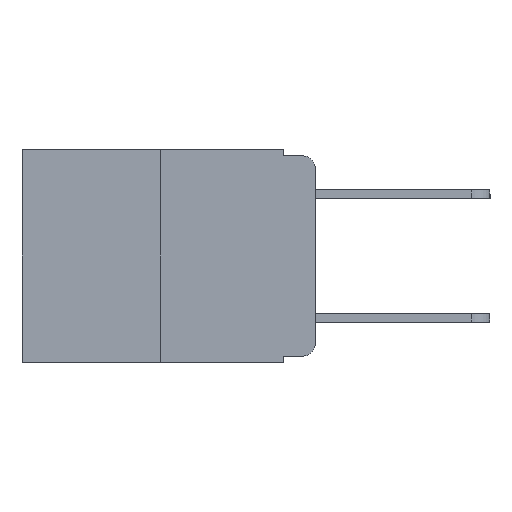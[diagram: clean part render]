
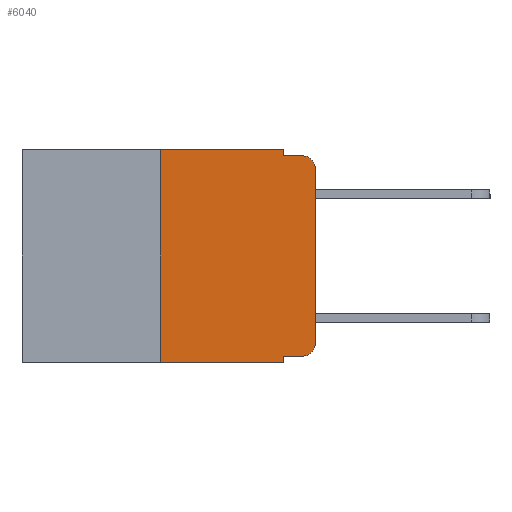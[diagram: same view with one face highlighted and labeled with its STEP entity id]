
A CAD part, left-side view. The second image highlights one B-rep face of the part: STEP entity #6040.
In plain terms, the highlighted planar face has unit normal (-1, 0, 0).
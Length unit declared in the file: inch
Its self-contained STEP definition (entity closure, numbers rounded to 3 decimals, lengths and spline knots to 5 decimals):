
#32 = VERTEX_POINT ( 'NONE', #6127 ) ;
#288 = CARTESIAN_POINT ( 'NONE',  ( 0., 0.02, -0.313 ) ) ;
#619 = CARTESIAN_POINT ( 'NONE',  ( 0., 0.051, 0. ) ) ;
#867 = AXIS2_PLACEMENT_3D ( 'NONE', #288, #10045, #1687 ) ;
#1094 = ORIENTED_EDGE ( 'NONE', *, *, #6428, .F. ) ;
#1314 = DIRECTION ( 'NONE',  ( 0., 0., 1. ) ) ;
#1598 = ORIENTED_EDGE ( 'NONE', *, *, #2985, .T. ) ;
#1687 = DIRECTION ( 'NONE',  ( 0., 0., -1. ) ) ;
#1688 = ORIENTED_EDGE ( 'NONE', *, *, #15627, .F. ) ;
#1743 = VECTOR ( 'NONE', #12039, 39.37008 ) ;
#2495 = VECTOR ( 'NONE', #11549, 39.37008 ) ;
#2786 = LINE ( 'NONE', #4645, #10205 ) ;
#2820 = CARTESIAN_POINT ( 'NONE',  ( 0., 0.051, -0.01 ) ) ;
#2985 = EDGE_CURVE ( 'NONE', #6724, #6080, #5534, .T. ) ;
#3071 = LINE ( 'NONE', #2820, #16479 ) ;
#3189 = VECTOR ( 'NONE', #1314, 39.37008 ) ;
#3246 = ORIENTED_EDGE ( 'NONE', *, *, #5851, .F. ) ;
#3665 = DIRECTION ( 'NONE',  ( -1., 0., 0. ) ) ;
#4332 = VERTEX_POINT ( 'NONE', #6122 ) ;
#4397 = CARTESIAN_POINT ( 'NONE',  ( 0., 0.02, -0.01 ) ) ;
#4411 = ORIENTED_EDGE ( 'NONE', *, *, #6785, .F. ) ;
#4413 = CARTESIAN_POINT ( 'NONE',  ( 0., 0.02, -0.333 ) ) ;
#4565 = CIRCLE ( 'NONE', #867, 0.02 ) ;
#4645 = CARTESIAN_POINT ( 'NONE',  ( 0., 0., 0. ) ) ;
#5534 = LINE ( 'NONE', #14249, #1743 ) ;
#5538 = DIRECTION ( 'NONE',  ( 0., 0., -1. ) ) ;
#5555 = DIRECTION ( 'NONE',  ( 1., 0., 0. ) ) ;
#5597 = PLANE ( 'NONE',  #10447 ) ;
#5718 = CARTESIAN_POINT ( 'NONE',  ( 0., 0.473, 0. ) ) ;
#5788 = CARTESIAN_POINT ( 'NONE',  ( 0., 0.473, 0. ) ) ;
#5795 = AXIS2_PLACEMENT_3D ( 'NONE', #11865, #3665, #13167 ) ;
#5851 = EDGE_CURVE ( 'NONE', #6724, #32, #6310, .T. ) ;
#5940 = ORIENTED_EDGE ( 'NONE', *, *, #12666, .T. ) ;
#6040 = ADVANCED_FACE ( 'NONE', ( #10144 ), #5597, .F. ) ;
#6080 = VERTEX_POINT ( 'NONE', #4413 ) ;
#6122 = CARTESIAN_POINT ( 'NONE',  ( 0., 0.051, -0.01 ) ) ;
#6127 = CARTESIAN_POINT ( 'NONE',  ( 0., 0.051, -0.343 ) ) ;
#6310 = LINE ( 'NONE', #11546, #2495 ) ;
#6428 = EDGE_CURVE ( 'NONE', #9262, #4332, #15600, .T. ) ;
#6521 = VECTOR ( 'NONE', #7180, 39.37008 ) ;
#6724 = VERTEX_POINT ( 'NONE', #11053 ) ;
#6785 = EDGE_CURVE ( 'NONE', #11345, #9262, #11380, .T. ) ;
#7031 = CARTESIAN_POINT ( 'NONE',  ( 0., 0.051, 0. ) ) ;
#7180 = DIRECTION ( 'NONE',  ( 0., -1., 0. ) ) ;
#7380 = LINE ( 'NONE', #10993, #3189 ) ;
#7480 = CARTESIAN_POINT ( 'NONE',  ( 0., 0., -0.03 ) ) ;
#7691 = DIRECTION ( 'NONE',  ( 0., -1., 0. ) ) ;
#8200 = ORIENTED_EDGE ( 'NONE', *, *, #14256, .T. ) ;
#8375 = DIRECTION ( 'NONE',  ( 0., 0., -1. ) ) ;
#8672 = VERTEX_POINT ( 'NONE', #15525 ) ;
#8749 = EDGE_CURVE ( 'NONE', #15223, #15033, #10266, .T. ) ;
#9050 = CARTESIAN_POINT ( 'NONE',  ( 0., 0.473, -0.343 ) ) ;
#9262 = VERTEX_POINT ( 'NONE', #619 ) ;
#9415 = EDGE_CURVE ( 'NONE', #4332, #15033, #3071, .T. ) ;
#9616 = ORIENTED_EDGE ( 'NONE', *, *, #9415, .F. ) ;
#10045 = DIRECTION ( 'NONE',  ( -1., 0., 0. ) ) ;
#10144 = FACE_OUTER_BOUND ( 'NONE', #14538, .T. ) ;
#10205 = VECTOR ( 'NONE', #14053, 39.37008 ) ;
#10266 = CIRCLE ( 'NONE', #5795, 0.02 ) ;
#10447 = AXIS2_PLACEMENT_3D ( 'NONE', #5718, #5555, #5538 ) ;
#10550 = VECTOR ( 'NONE', #7691, 39.37008 ) ;
#10993 = CARTESIAN_POINT ( 'NONE',  ( 0., 0.25, 0. ) ) ;
#11053 = CARTESIAN_POINT ( 'NONE',  ( 0., 0.051, -0.333 ) ) ;
#11345 = VERTEX_POINT ( 'NONE', #11557 ) ;
#11380 = LINE ( 'NONE', #5788, #6521 ) ;
#11402 = ORIENTED_EDGE ( 'NONE', *, *, #8749, .T. ) ;
#11541 = ORIENTED_EDGE ( 'NONE', *, *, #15100, .T. ) ;
#11546 = CARTESIAN_POINT ( 'NONE',  ( 0., 0.051, 0. ) ) ;
#11549 = DIRECTION ( 'NONE',  ( 0., 0., -1. ) ) ;
#11557 = CARTESIAN_POINT ( 'NONE',  ( 0., 0.25, 0. ) ) ;
#11865 = CARTESIAN_POINT ( 'NONE',  ( 0., 0.02, -0.03 ) ) ;
#12039 = DIRECTION ( 'NONE',  ( 0., -1., 0. ) ) ;
#12666 = EDGE_CURVE ( 'NONE', #15240, #32, #17351, .T. ) ;
#13167 = DIRECTION ( 'NONE',  ( 0., 0., -1. ) ) ;
#13704 = DIRECTION ( 'NONE',  ( 0., -1., 0. ) ) ;
#14053 = DIRECTION ( 'NONE',  ( 0., 0., 1. ) ) ;
#14092 = CARTESIAN_POINT ( 'NONE',  ( 0., 0.25, -0.343 ) ) ;
#14249 = CARTESIAN_POINT ( 'NONE',  ( 0., 0.051, -0.333 ) ) ;
#14256 = EDGE_CURVE ( 'NONE', #8672, #15223, #2786, .T. ) ;
#14538 = EDGE_LOOP ( 'NONE', ( #8200, #11402, #9616, #1094, #4411, #1688, #5940, #3246, #1598, #11541 ) ) ;
#14807 = VECTOR ( 'NONE', #8375, 39.37008 ) ;
#15033 = VERTEX_POINT ( 'NONE', #4397 ) ;
#15100 = EDGE_CURVE ( 'NONE', #6080, #8672, #4565, .T. ) ;
#15223 = VERTEX_POINT ( 'NONE', #7480 ) ;
#15240 = VERTEX_POINT ( 'NONE', #14092 ) ;
#15525 = CARTESIAN_POINT ( 'NONE',  ( 0., 0., -0.313 ) ) ;
#15600 = LINE ( 'NONE', #7031, #14807 ) ;
#15627 = EDGE_CURVE ( 'NONE', #15240, #11345, #7380, .T. ) ;
#16479 = VECTOR ( 'NONE', #13704, 39.37008 ) ;
#17351 = LINE ( 'NONE', #9050, #10550 ) ;
